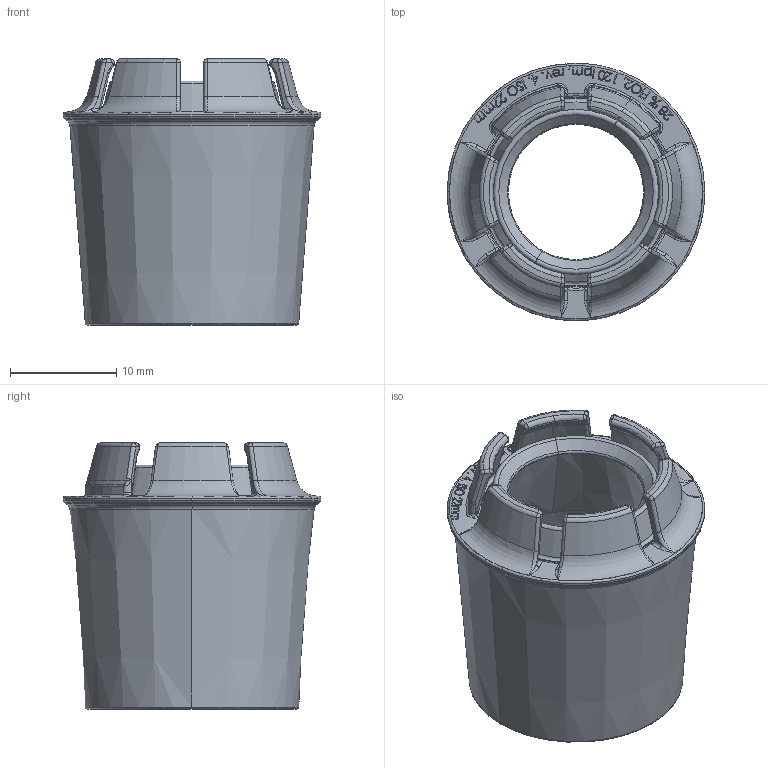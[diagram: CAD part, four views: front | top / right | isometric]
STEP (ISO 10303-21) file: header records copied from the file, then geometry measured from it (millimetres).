
FILE_DESCRIPTION (( 'STEP AP203' ), '1' );
FILE_NAME ('Respirator-free reanimation Venturi''s valve (rev. 4) FiO2-28 ISO 22mm Cap.STEP', '2020-03-24T21:47:22', ( '' ), ( '' ), 'SwSTEP 2.0', 'SolidWorks 2018', '' );
FILE_SCHEMA (( 'CONFIG_CONTROL_DESIGN' ));
Length unit declared in the file: millimetre
Products named in the file (1): Respirator-free reanimation Venturi''s valve (rev. 4) FiO2-28  ISO 22mm Cap
Bounding box: 24.2 x 24.2 x 25 mm (x, y, z)
Volume: 3047.3 mm3; surface area: 3570.5 mm2
Topology: 1 solids, 1 shells, 687 faces, 1729 edges, 1055 vertices
Faces by surface type: bspline 322, plane 204, torus 71, cylinder 57, cone 33
Entity records: 31551 total; most frequent: CARTESIAN_POINT 17477, ORIENTED_EDGE 3402, DIRECTION 2085, EDGE_CURVE 1701, VERTEX_POINT 1055, EDGE_LOOP 728, VECTOR 701, LINE 701
